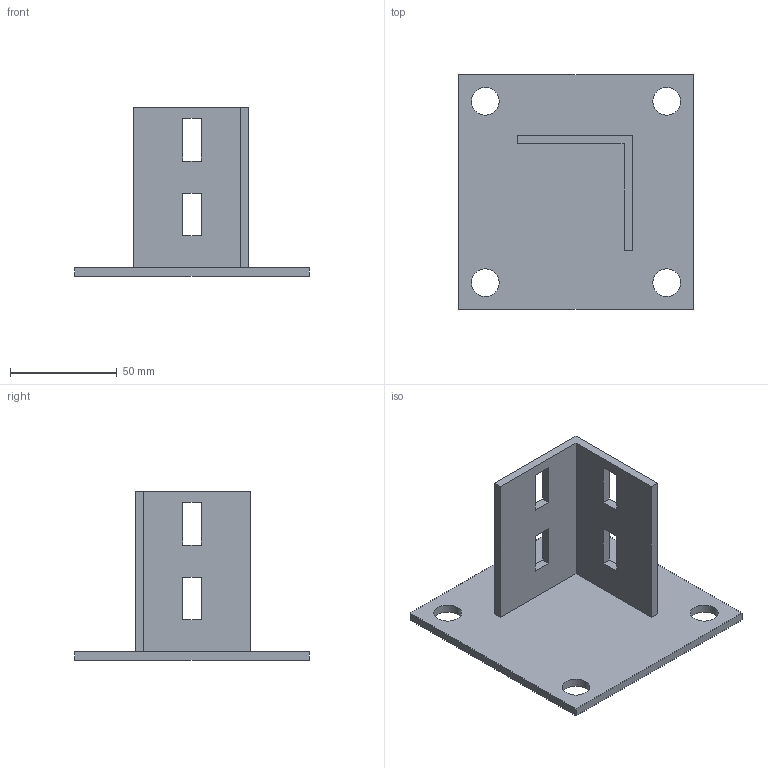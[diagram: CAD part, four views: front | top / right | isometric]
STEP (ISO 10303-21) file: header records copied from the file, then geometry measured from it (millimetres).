
FILE_DESCRIPTION(('STEP AP214'),'1');
FILE_NAME('cctmp_E0C924AA-F65A-4681-B73F-0D6261D206F0_2020_10_14_14_34_31_766..stp','2020-10-14T12:34:31',('Bosch Rexroth AG'),('CADClick - www.CADClick.com'),'Spatial InterOp 3D',' ','unknown authorization - (Healing Option Enabled)');
FILE_SCHEMA(('AUTOMOTIVE_DESIGN'));
Length unit declared in the file: millimetre
Products named in the file (1): 2020_10_14__14-34-31-765
Bounding box: 110 x 110 x 79 mm (x, y, z)
Volume: 74692.3 mm3; surface area: 41278 mm2
Topology: 1 solids, 1 shells, 37 faces, 102 edges, 68 vertices
Faces by surface type: plane 29, cylinder 8
Entity records: 1524 total; most frequent: CARTESIAN_POINT 208, ORIENTED_EDGE 204, DIRECTION 194, EDGE_CURVE 102, LINE 86, VECTOR 86, VERTEX_POINT 68, AXIS2_PLACEMENT_3D 54
